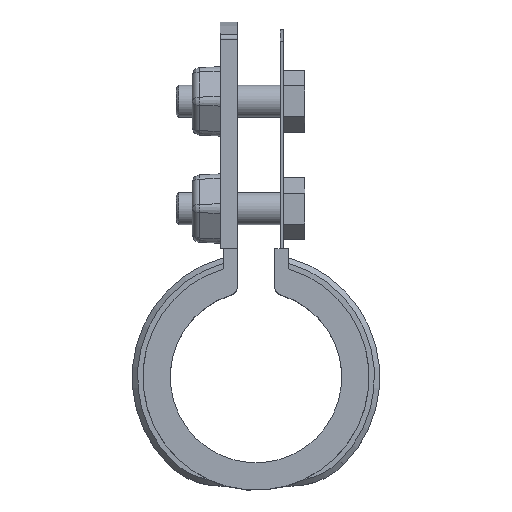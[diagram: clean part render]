
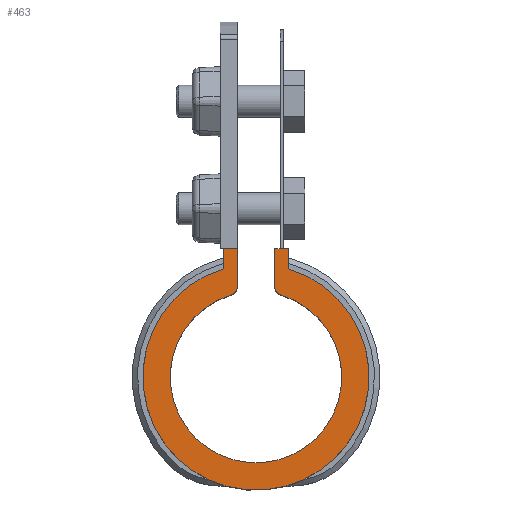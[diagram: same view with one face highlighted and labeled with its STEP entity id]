
A CAD part, top view. The second image highlights one B-rep face of the part: STEP entity #463.
In plain terms, the highlighted planar face has unit normal (0, 0, 1).
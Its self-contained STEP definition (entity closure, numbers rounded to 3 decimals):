
#463 = ADVANCED_FACE( '', ( #921 ), #922, .T. );
#921 = FACE_OUTER_BOUND( '', #2045, .T. );
#922 = PLANE( '', #2046 );
#2045 = EDGE_LOOP( '', ( #4410, #4411, #4412, #4413, #4414, #4415, #4416, #4417, #4418, #4419 ) );
#2046 = AXIS2_PLACEMENT_3D( '', #4420, #4421, #4422 );
#4410 = ORIENTED_EDGE( '', *, *, #6664, .T. );
#4411 = ORIENTED_EDGE( '', *, *, #6688, .T. );
#4412 = ORIENTED_EDGE( '', *, *, #6689, .T. );
#4413 = ORIENTED_EDGE( '', *, *, #6690, .T. );
#4414 = ORIENTED_EDGE( '', *, *, #6691, .F. );
#4415 = ORIENTED_EDGE( '', *, *, #6692, .T. );
#4416 = ORIENTED_EDGE( '', *, *, #6661, .T. );
#4417 = ORIENTED_EDGE( '', *, *, #6507, .T. );
#4418 = ORIENTED_EDGE( '', *, *, #6498, .T. );
#4419 = ORIENTED_EDGE( '', *, *, #6657, .T. );
#4420 = CARTESIAN_POINT( '', ( 0., 0., 1.5 ) );
#4421 = DIRECTION( '', ( 0., 0., 1. ) );
#4422 = DIRECTION( '', ( -1., 0., 0. ) );
#6498 = EDGE_CURVE( '', #7528, #7529, #7530, .T. );
#6507 = EDGE_CURVE( '', #7545, #7528, #7546, .T. );
#6657 = EDGE_CURVE( '', #7529, #7800, #7802, .T. );
#6661 = EDGE_CURVE( '', #7808, #7545, #7809, .T. );
#6664 = EDGE_CURVE( '', #7800, #7811, #7813, .T. );
#6688 = EDGE_CURVE( '', #7811, #7846, #7847, .T. );
#6689 = EDGE_CURVE( '', #7846, #7848, #7849, .T. );
#6690 = EDGE_CURVE( '', #7848, #7850, #7851, .F. );
#6691 = EDGE_CURVE( '', #7852, #7850, #7853, .F. );
#6692 = EDGE_CURVE( '', #7852, #7808, #7854, .F. );
#7528 = VERTEX_POINT( '', #9868 );
#7529 = VERTEX_POINT( '', #9869 );
#7530 = LINE( '', #9870, #9871 );
#7545 = VERTEX_POINT( '', #9898 );
#7546 = LINE( '', #9899, #9900 );
#7800 = VERTEX_POINT( '', #10972 );
#7802 = CIRCLE( '', #10975, 21.095 );
#7808 = VERTEX_POINT( '', #10984 );
#7809 = LINE( '', #10985, #10986 );
#7811 = VERTEX_POINT( '', #10989 );
#7813 = LINE( '', #10992, #10993 );
#7846 = VERTEX_POINT( '', #11043 );
#7847 = LINE( '', #11044, #11045 );
#7848 = VERTEX_POINT( '', #11046 );
#7849 = LINE( '', #11047, #11048 );
#7850 = VERTEX_POINT( '', #11049 );
#7851 = CIRCLE( '', #11050, 1.5 );
#7852 = VERTEX_POINT( '', #11051 );
#7853 = CIRCLE( '', #11052, 16. );
#7854 = CIRCLE( '', #11053, 1.5 );
#9868 = CARTESIAN_POINT( '', ( -6.1, 23.944, 1.5 ) );
#9869 = CARTESIAN_POINT( '', ( -6.1, 20.194, 1.5 ) );
#9870 = CARTESIAN_POINT( '', ( -6.1, 24.48, 1.5 ) );
#9871 = VECTOR( '', #12722, 1000. );
#9898 = CARTESIAN_POINT( '', ( -3.5, 23.944, 1.5 ) );
#9899 = CARTESIAN_POINT( '', ( 0., 23.944, 1.5 ) );
#9900 = VECTOR( '', #12729, 1000. );
#10972 = CARTESIAN_POINT( '', ( 6.1, 20.194, 1.5 ) );
#10975 = AXIS2_PLACEMENT_3D( '', #12895, #12896, #12897 );
#10984 = CARTESIAN_POINT( '', ( -3.5, 16.771, 1.5 ) );
#10985 = CARTESIAN_POINT( '', ( -3.5, 15.607, 1.5 ) );
#10986 = VECTOR( '', #12901, 1000. );
#10989 = CARTESIAN_POINT( '', ( 6.1, 23.944, 1.5 ) );
#10992 = CARTESIAN_POINT( '', ( 6.1, 20.194, 1.5 ) );
#10993 = VECTOR( '', #12904, 1000. );
#11043 = CARTESIAN_POINT( '', ( 3.5, 23.944, 1.5 ) );
#11044 = CARTESIAN_POINT( '', ( 0., 23.944, 1.5 ) );
#11045 = VECTOR( '', #12946, 1000. );
#11046 = CARTESIAN_POINT( '', ( 3.5, 16.771, 1.5 ) );
#11047 = CARTESIAN_POINT( '', ( 3.5, 24.48, 1.5 ) );
#11048 = VECTOR( '', #12947, 1000. );
#11049 = CARTESIAN_POINT( '', ( 4.571, 15.333, 1.5 ) );
#11050 = AXIS2_PLACEMENT_3D( '', #12948, #12949, #12950 );
#11051 = CARTESIAN_POINT( '', ( -4.571, 15.333, 1.5 ) );
#11052 = AXIS2_PLACEMENT_3D( '', #12951, #12952, #12953 );
#11053 = AXIS2_PLACEMENT_3D( '', #12954, #12955, #12956 );
#12722 = DIRECTION( '', ( 0., -1., 0. ) );
#12729 = DIRECTION( '', ( -1., 0., 0. ) );
#12895 = CARTESIAN_POINT( '', ( 0., 0., 1.5 ) );
#12896 = DIRECTION( '', ( 0., 0., 1. ) );
#12897 = DIRECTION( '', ( 1., 0., 0. ) );
#12901 = DIRECTION( '', ( 0., 1., 0. ) );
#12904 = DIRECTION( '', ( 0., 1., 0. ) );
#12946 = DIRECTION( '', ( -1., 0., 0. ) );
#12947 = DIRECTION( '', ( 0., -1., 0. ) );
#12948 = CARTESIAN_POINT( '', ( 5., 16.771, 1.5 ) );
#12949 = DIRECTION( '', ( 0., 0., -1. ) );
#12950 = DIRECTION( '', ( -1., 0., 0. ) );
#12951 = CARTESIAN_POINT( '', ( 0., 0., 1.5 ) );
#12952 = DIRECTION( '', ( 0., 0., -1. ) );
#12953 = DIRECTION( '', ( -1., 0., 0. ) );
#12954 = CARTESIAN_POINT( '', ( -5., 16.771, 1.5 ) );
#12955 = DIRECTION( '', ( 0., 0., -1. ) );
#12956 = DIRECTION( '', ( -1., 0., 0. ) );
